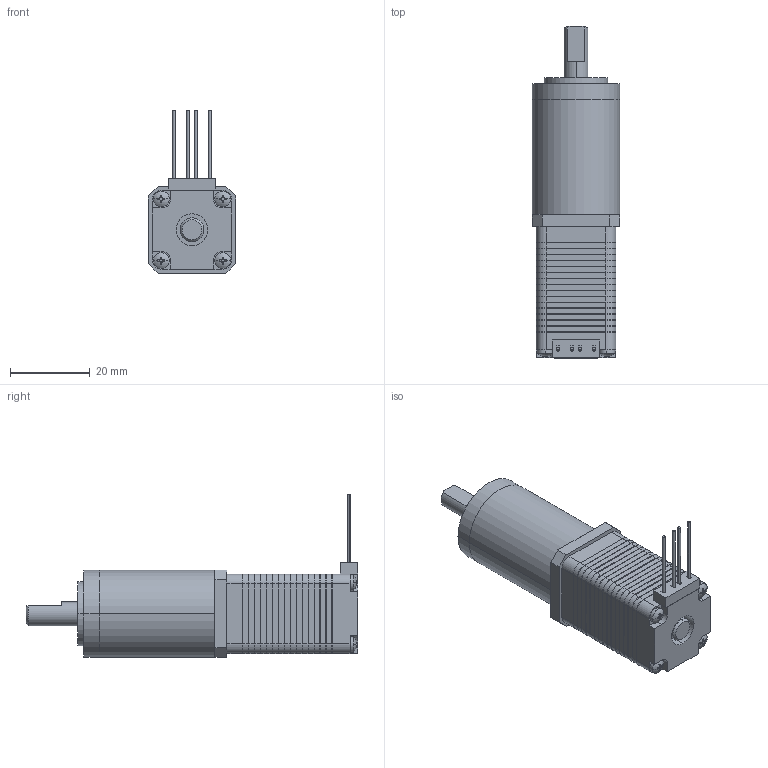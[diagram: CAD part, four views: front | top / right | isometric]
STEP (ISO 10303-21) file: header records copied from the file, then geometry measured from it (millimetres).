
FILE_DESCRIPTION (( 'STEP AP214' ), '1' );
FILE_NAME ('20H233-0404AG13.7.STEP', '2022-10-19T03:33:33', ( '' ), ( '' ), 'SwSTEP 2.0', 'SolidWorks 2020', '' );
FILE_SCHEMA (( 'AUTOMOTIVE_DESIGN' ));
Length unit declared in the file: millimetre
Products named in the file (13): cross recessed pan head screws gb_GB_CROSS_SCREWS_TYPE1 M2X10-10  H type-N; 20H233-0404AG13.7熬厒んヶ傷裔; 20H233-0404AG13.7熬厒ん; 20H233-0404AG13.7萇儂-隅赽; 20H233-0404AG13.7粣; hexagon socket head cap screws gb_GB_FASTENER_SCREWS_HSHCS M2.5X20-N; 20H233-0404AG13.7諉盄傷赽; 20H233-0404AG13.7萇儂ヶ傷裔; 20H233-0404AG13.7萇儂; 20H233-0404AG13.7萇儂綴傷裔; 20H233-0404AG13.7; 20H233-0404AG13.7熬厒ん嘐隅; 20H233-0404AG13.7熬厒ん翋极
Assembly tree (18 placements, depth 3):
  20H233-0404AG13.7
    20H233-0404AG13.7萇儂
      20H233-0404AG13.7萇儂綴傷裔
      20H233-0404AG13.7萇儂-隅赽
      20H233-0404AG13.7萇儂ヶ傷裔
      cross recessed pan head screws gb_GB_CROSS_SCREWS_TYPE1 M2X10-10  H type-N  x4
    20H233-0404AG13.7熬厒ん
      20H233-0404AG13.7熬厒ん翋极
      20H233-0404AG13.7熬厒んヶ傷裔
      20H233-0404AG13.7熬厒ん嘐隅
    20H233-0404AG13.7粣
    20H233-0404AG13.7諉盄傷赽
    hexagon socket head cap screws gb_GB_FASTENER_SCREWS_HSHCS M2.5X20-N  x4
Bounding box: 22 x 83.5 x 41 mm (x, y, z)
Volume: 28117.2 mm3; surface area: 14158.5 mm2
Topology: 20 solids, 20 shells, 857 faces, 1888 edges, 1076 vertices
Faces by surface type: plane 587, cylinder 234, cone 20, sphere 8, torus 8
Entity records: 19290 total; most frequent: DIRECTION 3396, CARTESIAN_POINT 3145, ORIENTED_EDGE 3040, EDGE_CURVE 1520, AXIS2_PLACEMENT_3D 1160, VECTOR 1076, LINE 1076, VERTEX_POINT 845
